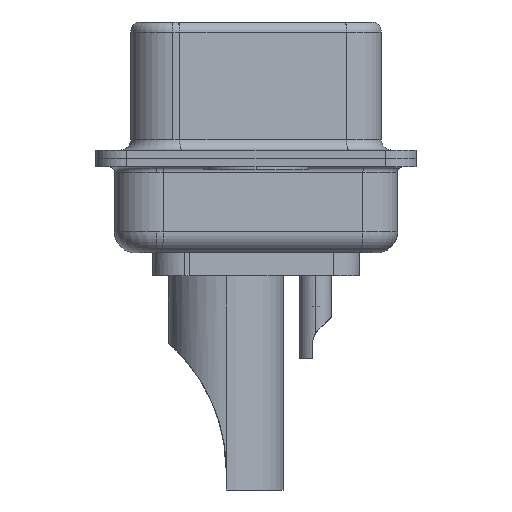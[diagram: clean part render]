
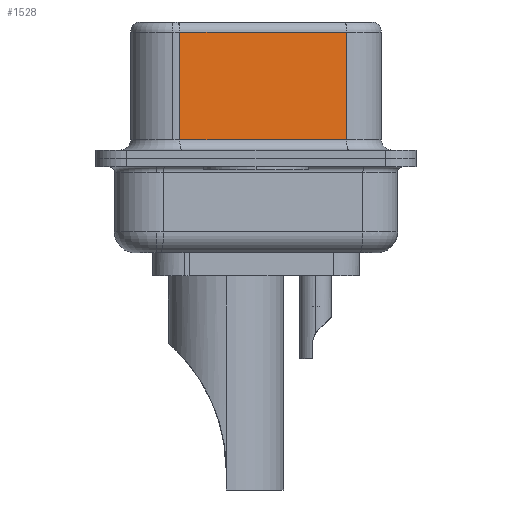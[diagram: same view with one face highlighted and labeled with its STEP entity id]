
A CAD part, left-side view. The second image highlights one B-rep face of the part: STEP entity #1528.
In plain terms, the highlighted planar face has unit normal (-0.985, -0.174, 0).
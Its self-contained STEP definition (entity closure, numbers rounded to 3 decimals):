
#115 = DIRECTION ( 'NONE',  ( 0.174, -0.985, 0. ) ) ;
#164 = VERTEX_POINT ( 'NONE', #7751 ) ;
#341 = LINE ( 'NONE', #18472, #11905 ) ;
#1528 = ADVANCED_FACE ( 'NONE', ( #12353 ), #12110, .F. ) ;
#1704 = ORIENTED_EDGE ( 'NONE', *, *, #7372, .T. ) ;
#2076 = CARTESIAN_POINT ( 'NONE',  ( 5.132, -4.322, 6.02 ) ) ;
#2097 = AXIS2_PLACEMENT_3D ( 'NONE', #19220, #10614, #8250 ) ;
#2553 = ORIENTED_EDGE ( 'NONE', *, *, #13513, .T. ) ;
#3137 = CARTESIAN_POINT ( 'NONE',  ( 5.132, -4.322, 6.52 ) ) ;
#4853 = EDGE_LOOP ( 'NONE', ( #9671, #1704, #12777, #2553 ) ) ;
#5835 = VECTOR ( 'NONE', #16714, 1000. ) ;
#6893 = VECTOR ( 'NONE', #115, 1000. ) ;
#7372 = EDGE_CURVE ( 'NONE', #15614, #12228, #16805, .T. ) ;
#7751 = CARTESIAN_POINT ( 'NONE',  ( 3.73, 3.628, 0.9 ) ) ;
#8250 = DIRECTION ( 'NONE',  ( -0.174, 0.985, 0. ) ) ;
#9350 = DIRECTION ( 'NONE',  ( 0., 0., -1. ) ) ;
#9671 = ORIENTED_EDGE ( 'NONE', *, *, #16952, .F. ) ;
#9975 = LINE ( 'NONE', #10657, #6893 ) ;
#10614 = DIRECTION ( 'NONE',  ( 0.985, 0.174, 0. ) ) ;
#10657 = CARTESIAN_POINT ( 'NONE',  ( 5.132, -4.322, 0.9 ) ) ;
#11905 = VECTOR ( 'NONE', #9350, 1000. ) ;
#12110 = PLANE ( 'NONE',  #2097 ) ;
#12228 = VERTEX_POINT ( 'NONE', #14997 ) ;
#12353 = FACE_OUTER_BOUND ( 'NONE', #4853, .T. ) ;
#12728 = VERTEX_POINT ( 'NONE', #13379 ) ;
#12769 = VECTOR ( 'NONE', #18722, 1000. ) ;
#12777 = ORIENTED_EDGE ( 'NONE', *, *, #12914, .T. ) ;
#12914 = EDGE_CURVE ( 'NONE', #12228, #164, #341, .T. ) ;
#13379 = CARTESIAN_POINT ( 'NONE',  ( 5.132, -4.322, 0.9 ) ) ;
#13513 = EDGE_CURVE ( 'NONE', #164, #12728, #9975, .T. ) ;
#13937 = LINE ( 'NONE', #3137, #5835 ) ;
#14997 = CARTESIAN_POINT ( 'NONE',  ( 3.73, 3.628, 6.02 ) ) ;
#15614 = VERTEX_POINT ( 'NONE', #16564 ) ;
#16564 = CARTESIAN_POINT ( 'NONE',  ( 5.132, -4.322, 6.02 ) ) ;
#16714 = DIRECTION ( 'NONE',  ( 0., 0., -1. ) ) ;
#16805 = LINE ( 'NONE', #2076, #12769 ) ;
#16952 = EDGE_CURVE ( 'NONE', #15614, #12728, #13937, .T. ) ;
#18472 = CARTESIAN_POINT ( 'NONE',  ( 3.73, 3.628, 6.52 ) ) ;
#18722 = DIRECTION ( 'NONE',  ( -0.174, 0.985, 0. ) ) ;
#19220 = CARTESIAN_POINT ( 'NONE',  ( 5.132, -4.322, 6.52 ) ) ;
